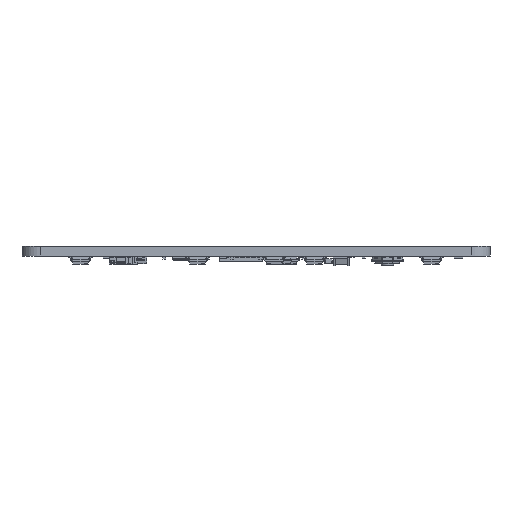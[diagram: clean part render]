
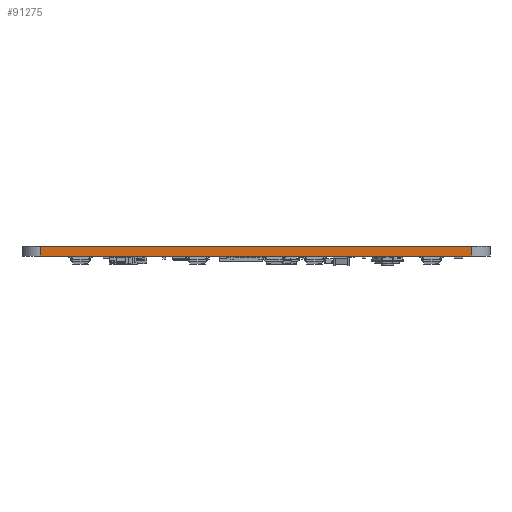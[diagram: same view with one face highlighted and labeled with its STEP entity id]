
A CAD part, left-side view. The second image highlights one B-rep face of the part: STEP entity #91275.
In plain terms, the highlighted planar face has unit normal (-1, 0, 0).
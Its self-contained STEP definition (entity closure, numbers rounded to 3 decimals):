
#91275 = ADVANCED_FACE('',(#91276),#91290,.T.);
#91276 = FACE_BOUND('',#91277,.T.);
#91277 = EDGE_LOOP('',(#91278,#91313,#91341,#91369));
#91278 = ORIENTED_EDGE('',*,*,#91279,.T.);
#91279 = EDGE_CURVE('',#91280,#91282,#91284,.T.);
#91280 = VERTEX_POINT('',#91281);
#91281 = CARTESIAN_POINT('',(76.201,-247.055,0.));
#91282 = VERTEX_POINT('',#91283);
#91283 = CARTESIAN_POINT('',(76.201,-247.055,1.6));
#91284 = SURFACE_CURVE('',#91285,(#91289,#91301),.PCURVE_S1.);
#91285 = LINE('',#91286,#91287);
#91286 = CARTESIAN_POINT('',(76.201,-247.055,0.));
#91287 = VECTOR('',#91288,1.);
#91288 = DIRECTION('',(0.,0.,1.));
#91289 = PCURVE('',#91290,#91295);
#91290 = PLANE('',#91291);
#91291 = AXIS2_PLACEMENT_3D('',#91292,#91293,#91294);
#91292 = CARTESIAN_POINT('',(76.201,-247.055,0.));
#91293 = DIRECTION('',(-1.,0.,0.));
#91294 = DIRECTION('',(0.,1.,0.));
#91295 = DEFINITIONAL_REPRESENTATION('',(#91296),#91300);
#91296 = LINE('',#91297,#91298);
#91297 = CARTESIAN_POINT('',(0.,0.));
#91298 = VECTOR('',#91299,1.);
#91299 = DIRECTION('',(0.,-1.));
#91300 = ( GEOMETRIC_REPRESENTATION_CONTEXT(2) 
PARAMETRIC_REPRESENTATION_CONTEXT() REPRESENTATION_CONTEXT('2D SPACE',''
  ) );
#91301 = PCURVE('',#91302,#91307);
#91302 = CYLINDRICAL_SURFACE('',#91303,2.976);
#91303 = AXIS2_PLACEMENT_3D('',#91304,#91305,#91306);
#91304 = CARTESIAN_POINT('',(79.177,-247.055,0.));
#91305 = DIRECTION('',(-0.,-0.,-1.));
#91306 = DIRECTION('',(1.,0.,-0.));
#91307 = DEFINITIONAL_REPRESENTATION('',(#91308),#91312);
#91308 = LINE('',#91309,#91310);
#91309 = CARTESIAN_POINT('',(-3.142,0.));
#91310 = VECTOR('',#91311,1.);
#91311 = DIRECTION('',(-0.,-1.));
#91312 = ( GEOMETRIC_REPRESENTATION_CONTEXT(2) 
PARAMETRIC_REPRESENTATION_CONTEXT() REPRESENTATION_CONTEXT('2D SPACE',''
  ) );
#91313 = ORIENTED_EDGE('',*,*,#91314,.T.);
#91314 = EDGE_CURVE('',#91282,#91315,#91317,.T.);
#91315 = VERTEX_POINT('',#91316);
#91316 = CARTESIAN_POINT('',(76.2,-176.808,1.6));
#91317 = SURFACE_CURVE('',#91318,(#91322,#91329),.PCURVE_S1.);
#91318 = LINE('',#91319,#91320);
#91319 = CARTESIAN_POINT('',(76.201,-247.055,1.6));
#91320 = VECTOR('',#91321,1.);
#91321 = DIRECTION('',(0.,1.,0.));
#91322 = PCURVE('',#91290,#91323);
#91323 = DEFINITIONAL_REPRESENTATION('',(#91324),#91328);
#91324 = LINE('',#91325,#91326);
#91325 = CARTESIAN_POINT('',(0.,-1.6));
#91326 = VECTOR('',#91327,1.);
#91327 = DIRECTION('',(1.,0.));
#91328 = ( GEOMETRIC_REPRESENTATION_CONTEXT(2) 
PARAMETRIC_REPRESENTATION_CONTEXT() REPRESENTATION_CONTEXT('2D SPACE',''
  ) );
#91329 = PCURVE('',#91330,#91335);
#91330 = PLANE('',#91331);
#91331 = AXIS2_PLACEMENT_3D('',#91332,#91333,#91334);
#91332 = CARTESIAN_POINT('',(190.5,-211.931,1.6));
#91333 = DIRECTION('',(-0.,-0.,-1.));
#91334 = DIRECTION('',(-1.,0.,0.));
#91335 = DEFINITIONAL_REPRESENTATION('',(#91336),#91340);
#91336 = LINE('',#91337,#91338);
#91337 = CARTESIAN_POINT('',(114.3,-35.124));
#91338 = VECTOR('',#91339,1.);
#91339 = DIRECTION('',(0.,1.));
#91340 = ( GEOMETRIC_REPRESENTATION_CONTEXT(2) 
PARAMETRIC_REPRESENTATION_CONTEXT() REPRESENTATION_CONTEXT('2D SPACE',''
  ) );
#91341 = ORIENTED_EDGE('',*,*,#91342,.F.);
#91342 = EDGE_CURVE('',#91343,#91315,#91345,.T.);
#91343 = VERTEX_POINT('',#91344);
#91344 = CARTESIAN_POINT('',(76.2,-176.808,0.));
#91345 = SURFACE_CURVE('',#91346,(#91350,#91357),.PCURVE_S1.);
#91346 = LINE('',#91347,#91348);
#91347 = CARTESIAN_POINT('',(76.2,-176.808,0.));
#91348 = VECTOR('',#91349,1.);
#91349 = DIRECTION('',(0.,0.,1.));
#91350 = PCURVE('',#91290,#91351);
#91351 = DEFINITIONAL_REPRESENTATION('',(#91352),#91356);
#91352 = LINE('',#91353,#91354);
#91353 = CARTESIAN_POINT('',(70.247,0.));
#91354 = VECTOR('',#91355,1.);
#91355 = DIRECTION('',(0.,-1.));
#91356 = ( GEOMETRIC_REPRESENTATION_CONTEXT(2) 
PARAMETRIC_REPRESENTATION_CONTEXT() REPRESENTATION_CONTEXT('2D SPACE',''
  ) );
#91357 = PCURVE('',#91358,#91363);
#91358 = CYLINDRICAL_SURFACE('',#91359,2.977);
#91359 = AXIS2_PLACEMENT_3D('',#91360,#91361,#91362);
#91360 = CARTESIAN_POINT('',(79.177,-176.808,0.));
#91361 = DIRECTION('',(-0.,-0.,-1.));
#91362 = DIRECTION('',(1.,0.,-0.));
#91363 = DEFINITIONAL_REPRESENTATION('',(#91364),#91368);
#91364 = LINE('',#91365,#91366);
#91365 = CARTESIAN_POINT('',(-3.142,0.));
#91366 = VECTOR('',#91367,1.);
#91367 = DIRECTION('',(-0.,-1.));
#91368 = ( GEOMETRIC_REPRESENTATION_CONTEXT(2) 
PARAMETRIC_REPRESENTATION_CONTEXT() REPRESENTATION_CONTEXT('2D SPACE',''
  ) );
#91369 = ORIENTED_EDGE('',*,*,#91370,.F.);
#91370 = EDGE_CURVE('',#91280,#91343,#91371,.T.);
#91371 = SURFACE_CURVE('',#91372,(#91376,#91383),.PCURVE_S1.);
#91372 = LINE('',#91373,#91374);
#91373 = CARTESIAN_POINT('',(76.201,-247.055,0.));
#91374 = VECTOR('',#91375,1.);
#91375 = DIRECTION('',(0.,1.,0.));
#91376 = PCURVE('',#91290,#91377);
#91377 = DEFINITIONAL_REPRESENTATION('',(#91378),#91382);
#91378 = LINE('',#91379,#91380);
#91379 = CARTESIAN_POINT('',(0.,0.));
#91380 = VECTOR('',#91381,1.);
#91381 = DIRECTION('',(1.,0.));
#91382 = ( GEOMETRIC_REPRESENTATION_CONTEXT(2) 
PARAMETRIC_REPRESENTATION_CONTEXT() REPRESENTATION_CONTEXT('2D SPACE',''
  ) );
#91383 = PCURVE('',#91384,#91389);
#91384 = PLANE('',#91385);
#91385 = AXIS2_PLACEMENT_3D('',#91386,#91387,#91388);
#91386 = CARTESIAN_POINT('',(190.5,-211.931,0.));
#91387 = DIRECTION('',(-0.,-0.,-1.));
#91388 = DIRECTION('',(-1.,0.,0.));
#91389 = DEFINITIONAL_REPRESENTATION('',(#91390),#91394);
#91390 = LINE('',#91391,#91392);
#91391 = CARTESIAN_POINT('',(114.3,-35.124));
#91392 = VECTOR('',#91393,1.);
#91393 = DIRECTION('',(0.,1.));
#91394 = ( GEOMETRIC_REPRESENTATION_CONTEXT(2) 
PARAMETRIC_REPRESENTATION_CONTEXT() REPRESENTATION_CONTEXT('2D SPACE',''
  ) );
